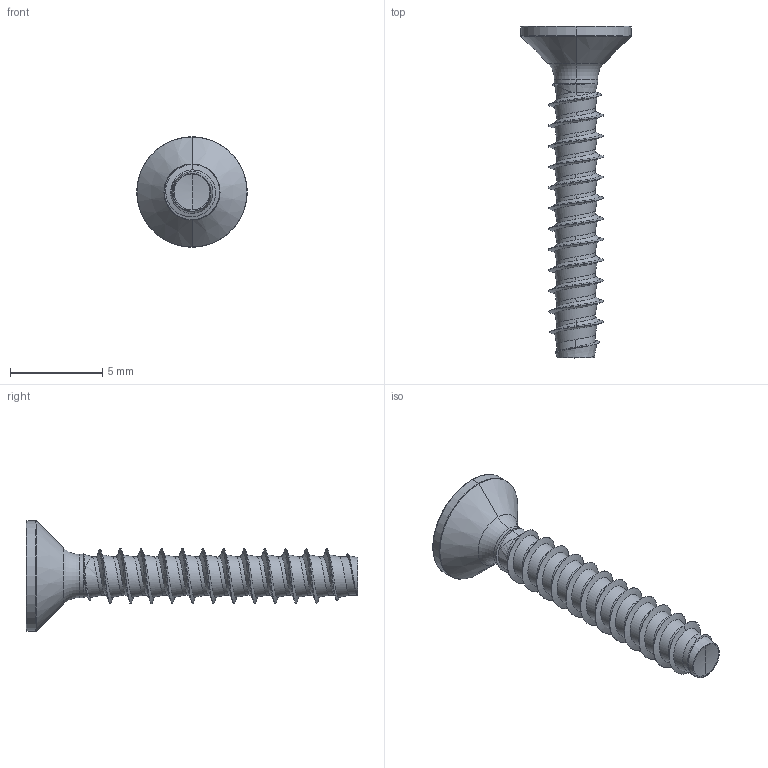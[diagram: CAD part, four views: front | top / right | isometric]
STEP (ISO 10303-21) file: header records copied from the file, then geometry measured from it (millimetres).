
FILE_DESCRIPTION (( 'STEP AP203' ), '1' );
FILE_NAME ('STP330300180.STEP', '2017-08-15T15:25:46', ( '' ), ( '' ), 'SwSTEP 2.0', 'SolidWorks 2015', '' );
FILE_SCHEMA (( 'CONFIG_CONTROL_DESIGN' ));
Length unit declared in the file: millimetre
Products named in the file (1): STP330300180
Bounding box: 6 x 18 x 6 mm (x, y, z)
Volume: 103.5 mm3; surface area: 253.6 mm2
Topology: 1 solids, 1 shells, 188 faces, 433 edges, 247 vertices
Faces by surface type: cylinder 72, bspline 51, sphere 26, plane 22, cone 11, torus 6
Entity records: 22061 total; most frequent: CARTESIAN_POINT 18248, ORIENTED_EDGE 862, DIRECTION 683, EDGE_CURVE 431, AXIS2_PLACEMENT_3D 278, VERTEX_POINT 247, EDGE_LOOP 190, ADVANCED_FACE 188
